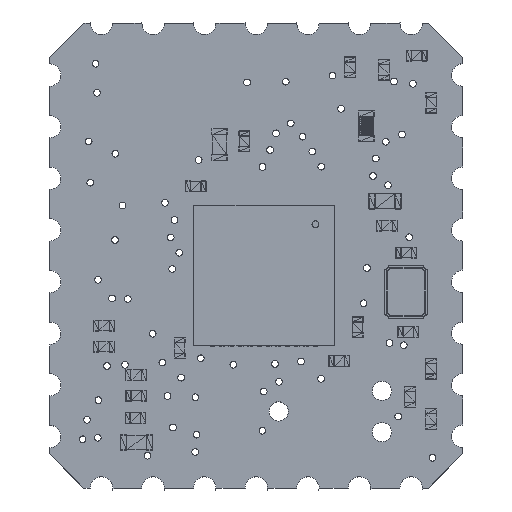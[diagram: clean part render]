
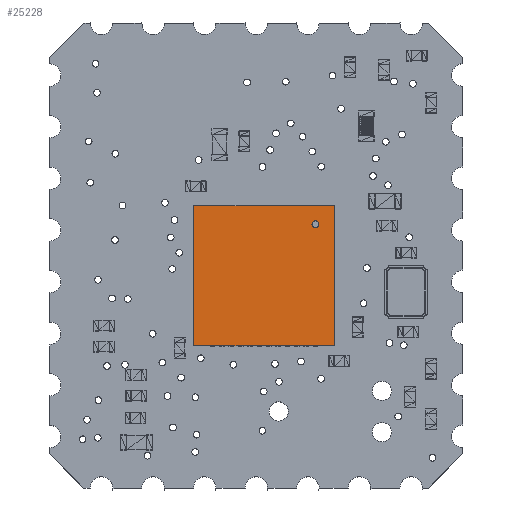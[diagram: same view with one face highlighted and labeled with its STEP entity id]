
A CAD part, top view. The second image highlights one B-rep face of the part: STEP entity #25228.
In plain terms, the highlighted face is planar.
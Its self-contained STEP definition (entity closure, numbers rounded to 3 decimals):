
#25191 = VERTEX_POINT('',#25192);
#25192 = CARTESIAN_POINT('',(-2.546,0.975,3.796));
#25210 = VERTEX_POINT('',#25211);
#25211 = CARTESIAN_POINT('',(-2.546,0.975,4.141));
#25217 = EDGE_CURVE('',#25191,#25210,#25218,.T.);
#25218 = CIRCLE('',#25219,0.173);
#25219 = AXIS2_PLACEMENT_3D('',#25220,#25221,#25222);
#25220 = CARTESIAN_POINT('',(-2.546,0.975,3.969));
#25221 = DIRECTION('',(0.,1.,0.));
#25222 = DIRECTION('',(0.,0.,-1.));
#25228 = ADVANCED_FACE('',(#25229,#25239),#25273,.F.);
#25229 = FACE_BOUND('',#25230,.T.);
#25230 = EDGE_LOOP('',(#25231,#25232));
#25231 = ORIENTED_EDGE('',*,*,#25217,.F.);
#25232 = ORIENTED_EDGE('',*,*,#25233,.F.);
#25233 = EDGE_CURVE('',#25210,#25191,#25234,.T.);
#25234 = CIRCLE('',#25235,0.173);
#25235 = AXIS2_PLACEMENT_3D('',#25236,#25237,#25238);
#25236 = CARTESIAN_POINT('',(-2.546,0.975,3.969));
#25237 = DIRECTION('',(0.,1.,0.));
#25238 = DIRECTION('',(0.,0.,-1.));
#25239 = FACE_BOUND('',#25240,.T.);
#25240 = EDGE_LOOP('',(#25241,#25251,#25259,#25267));
#25241 = ORIENTED_EDGE('',*,*,#25242,.F.);
#25242 = EDGE_CURVE('',#25243,#25245,#25247,.T.);
#25243 = VERTEX_POINT('',#25244);
#25244 = CARTESIAN_POINT('',(-3.466,0.975,-2.011));
#25245 = VERTEX_POINT('',#25246);
#25246 = CARTESIAN_POINT('',(3.434,0.975,-2.011));
#25247 = LINE('',#25248,#25249);
#25248 = CARTESIAN_POINT('',(-0.016,0.975,-2.011
    ));
#25249 = VECTOR('',#25250,1.);
#25250 = DIRECTION('',(1.,0.,0.));
#25251 = ORIENTED_EDGE('',*,*,#25252,.F.);
#25252 = EDGE_CURVE('',#25253,#25243,#25255,.T.);
#25253 = VERTEX_POINT('',#25254);
#25254 = CARTESIAN_POINT('',(-3.466,0.975,4.889));
#25255 = LINE('',#25256,#25257);
#25256 = CARTESIAN_POINT('',(-3.466,0.975,-0.286));
#25257 = VECTOR('',#25258,1.);
#25258 = DIRECTION('',(0.,0.,-1.));
#25259 = ORIENTED_EDGE('',*,*,#25260,.F.);
#25260 = EDGE_CURVE('',#25261,#25253,#25263,.T.);
#25261 = VERTEX_POINT('',#25262);
#25262 = CARTESIAN_POINT('',(3.434,0.975,4.889));
#25263 = LINE('',#25264,#25265);
#25264 = CARTESIAN_POINT('',(-0.016,0.975,4.889)
  );
#25265 = VECTOR('',#25266,1.);
#25266 = DIRECTION('',(-1.,0.,0.));
#25267 = ORIENTED_EDGE('',*,*,#25268,.F.);
#25268 = EDGE_CURVE('',#25245,#25261,#25269,.T.);
#25269 = LINE('',#25270,#25271);
#25270 = CARTESIAN_POINT('',(3.434,0.975,-0.286));
#25271 = VECTOR('',#25272,1.);
#25272 = DIRECTION('',(0.,0.,1.));
#25273 = PLANE('',#25274);
#25274 = AXIS2_PLACEMENT_3D('',#25275,#25276,#25277);
#25275 = CARTESIAN_POINT('',(-0.016,0.975,-0.286
    ));
#25276 = DIRECTION('',(0.,-1.,0.));
#25277 = DIRECTION('',(0.,0.,-1.));
